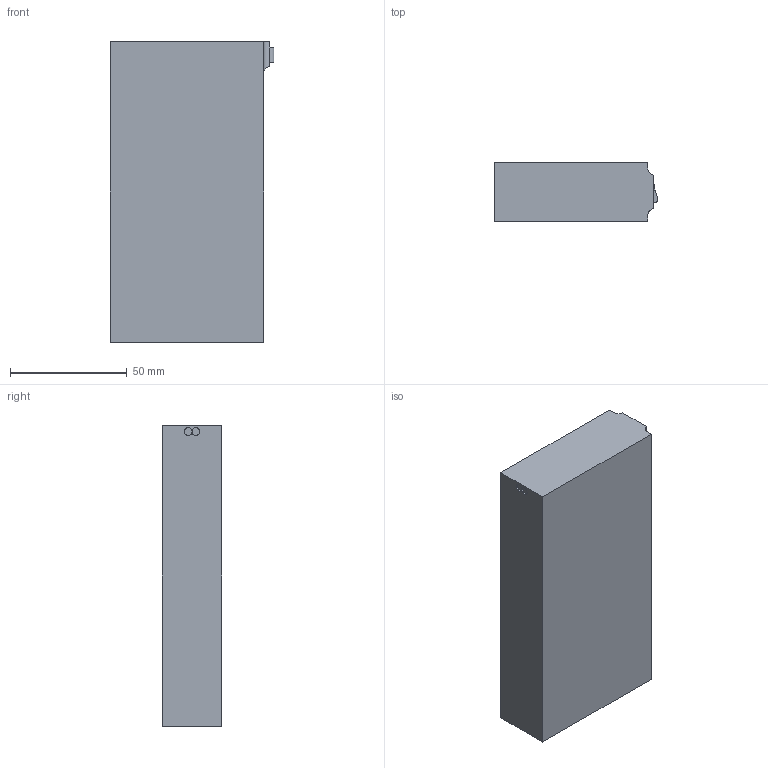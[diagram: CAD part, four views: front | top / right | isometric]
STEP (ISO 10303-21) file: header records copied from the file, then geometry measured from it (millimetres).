
FILE_DESCRIPTION(/* description */ (''),/* implementation_level */ '2;1');
FILE_NAME(/* name */ '12 Volt Battery Pack.ipt.stp',/* time_stamp */ '2014-03-02T15:58:49-05:00',/* author */ ('Spooner'),/* organization */ (''),/* preprocessor_version */ 'ST-DEVELOPER v15.2',/* originating_system */ 'Autodesk Inventor 2014',/* authorisation */ '');
FILE_SCHEMA (('AUTOMOTIVE_DESIGN { 1 0 10303 214 3 1 1 }'));
Length unit declared in the file: inch
Products named in the file (1): 12 Volt Battery Pack
Bounding box: 70.12 x 25.4 x 128.52 mm (x, y, z)
Volume: 215244.5 mm3; surface area: 26907.8 mm2
Topology: 1 solids, 1 shells, 39 faces, 92 edges, 60 vertices
Faces by surface type: plane 16, bspline 12, cylinder 11
Full cylindrical faces by diameter (mm): 1.27 x1, 3.302 x2
Entity records: 1398 total; most frequent: CARTESIAN_POINT 500, ORIENTED_EDGE 182, DIRECTION 139, EDGE_CURVE 90, VERTEX_POINT 59, LINE 47, VECTOR 47, AXIS2_PLACEMENT_3D 46
